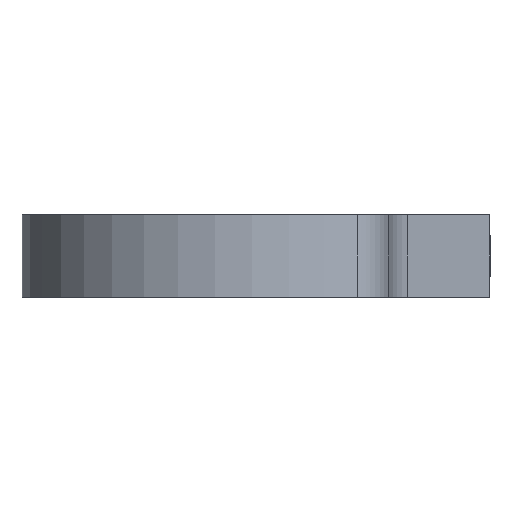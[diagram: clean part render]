
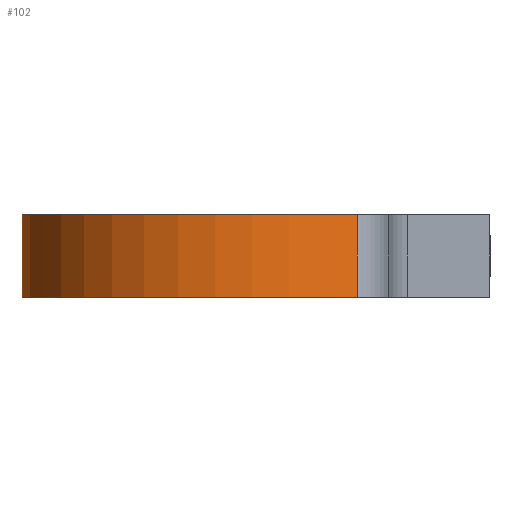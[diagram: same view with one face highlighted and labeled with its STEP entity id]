
A CAD part, left-side view. The second image highlights one B-rep face of the part: STEP entity #102.
In plain terms, the highlighted cylindrical face has radius 21.5 mm (diameter 43 mm), a partial arc.
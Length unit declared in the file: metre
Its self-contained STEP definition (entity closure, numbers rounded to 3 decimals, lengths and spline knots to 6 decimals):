
#102 = ADVANCED_FACE( 'NONE', ( #231 ), #232, .T. );
#231 = FACE_OUTER_BOUND( '', #1300, .T. );
#232 = CYLINDRICAL_SURFACE( '', #1301, 0.0215 );
#1300 = EDGE_LOOP( '', ( #2649, #2650, #2651, #2652, #2653, #2654 ) );
#1301 = AXIS2_PLACEMENT_3D( '', #2655, #2656, #2657 );
#2649 = ORIENTED_EDGE( '', *, *, #3451, .F. );
#2650 = ORIENTED_EDGE( '', *, *, #3229, .T. );
#2651 = ORIENTED_EDGE( '', *, *, #3452, .F. );
#2652 = ORIENTED_EDGE( '', *, *, #3453, .T. );
#2653 = ORIENTED_EDGE( '', *, *, #3399, .T. );
#2654 = ORIENTED_EDGE( '', *, *, #3454, .T. );
#2655 = CARTESIAN_POINT( '', ( 0., 0., 0.008 ) );
#2656 = DIRECTION( '', ( 0., 0., 1. ) );
#2657 = DIRECTION( '', ( -1., 0., 0. ) );
#3229 = EDGE_CURVE( 'NONE', #3669, #3666, #3670, .T. );
#3399 = EDGE_CURVE( 'NONE', #3998, #3996, #3999, .T. );
#3451 = EDGE_CURVE( 'NONE', #3669, #4088, #4089, .T. );
#3452 = EDGE_CURVE( 'NONE', #4090, #3666, #4091, .T. );
#3453 = EDGE_CURVE( 'NONE', #4090, #3998, #4092, .T. );
#3454 = EDGE_CURVE( 'NONE', #3996, #4088, #4093, .T. );
#3666 = VERTEX_POINT( 'NONE', #4945 );
#3669 = VERTEX_POINT( 'NONE', #4961 );
#3670 = LINE( '', #4962, #4963 );
#3996 = VERTEX_POINT( 'NONE', #7297 );
#3998 = VERTEX_POINT( 'NONE', #7299 );
#3999 = CIRCLE( '', #7300, 0.0215 );
#4088 = VERTEX_POINT( 'NONE', #7677 );
#4089 = CIRCLE( '', #7678, 0.0215 );
#4090 = VERTEX_POINT( 'NONE', #7679 );
#4091 = B_SPLINE_CURVE_WITH_KNOTS( '', 3, ( #7680, #7681, #7682, #7683, #7684, #7685, #7686, #7687, #7688, #7689, #7690, #7691, #7692, #7693, #7694, #7695, #7696, #7697, #7698, #7699, #7700, #7701, #7702 ), .UNSPECIFIED., .F., .F., ( 4, 1, 1, 1, 1, 1, 1, 1, 1, 1, 1, 1, 1, 1, 1, 1, 1, 1, 1, 1, 4 ), ( 0., 0.032395, 0.063932, 0.094638, 0.12454, 0.189466, 0.249408, 0.315266, 0.374329, 0.424374, 0.462641, 0.49971, 0.535096, 0.571477, 0.625258, 0.684375, 0.750315, 0.81031, 0.875312, 0.935985, 1. ), .UNSPECIFIED. );
#4092 = LINE( '', #7703, #7704 );
#4093 = LINE( '', #7705, #7706 );
#4945 = CARTESIAN_POINT( '', ( 0.020322, 0.00702, 0.007087 ) );
#4961 = CARTESIAN_POINT( '', ( 0.020322, 0.00702, 0.008 ) );
#4962 = CARTESIAN_POINT( '', ( 0.020322, 0.00702, 0.008 ) );
#4963 = VECTOR( '', #8961, 1. );
#7297 = CARTESIAN_POINT( '', ( -0.018411, -0.011104, 0. ) );
#7299 = CARTESIAN_POINT( '', ( 0.020322, 0.00702, 0. ) );
#7300 = AXIS2_PLACEMENT_3D( '', #9007, #9008, #9009 );
#7677 = CARTESIAN_POINT( '', ( -0.018411, -0.011104, 0.008 ) );
#7678 = AXIS2_PLACEMENT_3D( '', #9066, #9067, #9068 );
#7679 = CARTESIAN_POINT( '', ( 0.020322, 0.00702, 0.000913 ) );
#7680 = CARTESIAN_POINT( '', ( 0.020322, 0.00702, 0.000913 ) );
#7681 = CARTESIAN_POINT( '', ( 0.020282, 0.007132, 0.000937 ) );
#7682 = CARTESIAN_POINT( '', ( 0.020205, 0.007353, 0.000984 ) );
#7683 = CARTESIAN_POINT( '', ( 0.020084, 0.007676, 0.001067 ) );
#7684 = CARTESIAN_POINT( '', ( 0.019963, 0.007985, 0.001157 ) );
#7685 = CARTESIAN_POINT( '', ( 0.019793, 0.0084, 0.001295 ) );
#7686 = CARTESIAN_POINT( '', ( 0.019576, 0.008898, 0.001497 ) );
#7687 = CARTESIAN_POINT( '', ( 0.019302, 0.009477, 0.001813 ) );
#7688 = CARTESIAN_POINT( '', ( 0.019041, 0.00999, 0.002201 ) );
#7689 = CARTESIAN_POINT( '', ( 0.018817, 0.010403, 0.002663 ) );
#7690 = CARTESIAN_POINT( '', ( 0.018669, 0.010664, 0.003131 ) );
#7691 = CARTESIAN_POINT( '', ( 0.01859, 0.010801, 0.003576 ) );
#7692 = CARTESIAN_POINT( '', ( 0.018565, 0.010844, 0.00399 ) );
#7693 = CARTESIAN_POINT( '', ( 0.018588, 0.010805, 0.004398 ) );
#7694 = CARTESIAN_POINT( '', ( 0.018663, 0.010675, 0.004846 ) );
#7695 = CARTESIAN_POINT( '', ( 0.018811, 0.010414, 0.005324 ) );
#7696 = CARTESIAN_POINT( '', ( 0.019039, 0.009993, 0.005797 ) );
#7697 = CARTESIAN_POINT( '', ( 0.019301, 0.00948, 0.006185 ) );
#7698 = CARTESIAN_POINT( '', ( 0.019575, 0.0089, 0.006502 ) );
#7699 = CARTESIAN_POINT( '', ( 0.019835, 0.008303, 0.006745 ) );
#7700 = CARTESIAN_POINT( '', ( 0.02009, 0.007671, 0.006942 ) );
#7701 = CARTESIAN_POINT( '', ( 0.020243, 0.007241, 0.007038 ) );
#7702 = CARTESIAN_POINT( '', ( 0.020322, 0.00702, 0.007087 ) );
#7703 = CARTESIAN_POINT( '', ( 0.020322, 0.00702, 0.008 ) );
#7704 = VECTOR( '', #9069, 1. );
#7705 = CARTESIAN_POINT( '', ( -0.018411, -0.011104, -0.00326 ) );
#7706 = VECTOR( '', #9070, 1. );
#8961 = DIRECTION( '', ( 0., 0., -1. ) );
#9007 = CARTESIAN_POINT( '', ( 0., 0., 0. ) );
#9008 = DIRECTION( '', ( 0., 0., 1. ) );
#9009 = DIRECTION( '', ( 1., 0., 0. ) );
#9066 = CARTESIAN_POINT( '', ( 0., 0., 0.008 ) );
#9067 = DIRECTION( '', ( 0., 0., 1. ) );
#9068 = DIRECTION( '', ( 1., 0., 0. ) );
#9069 = DIRECTION( '', ( 0., 0., -1. ) );
#9070 = DIRECTION( '', ( 0., 0., 1. ) );
